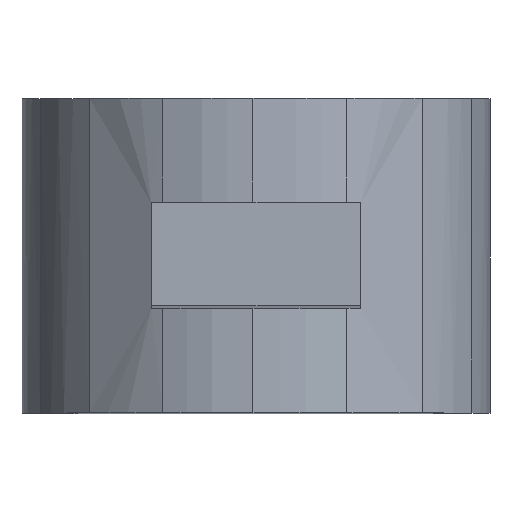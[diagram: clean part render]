
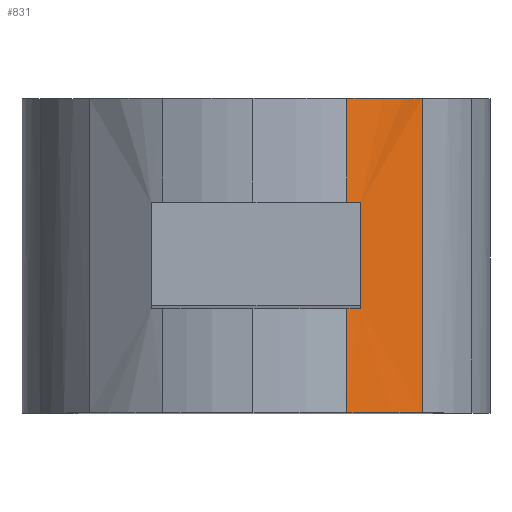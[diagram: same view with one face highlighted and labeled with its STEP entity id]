
A CAD part, top view. The second image highlights one B-rep face of the part: STEP entity #831.
In plain terms, the highlighted free-form (B-spline) face has degree [3, 1] with [5, 2] control points.
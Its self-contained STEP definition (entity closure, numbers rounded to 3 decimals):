
#24=B_SPLINE_SURFACE_WITH_KNOTS('',3,1,((#1111,#1112),(#1113,#1114),(#1115,
#1116),(#1117,#1118),(#1119,#1120)),.UNSPECIFIED.,.F.,.F.,.F.,(4,1,4),(2,
2),(-0.174,-0.086,0.),(-0.3,0.3),.UNSPECIFIED.);
#63=FACE_OUTER_BOUND('',#111,.T.);
#111=EDGE_LOOP('',(#586,#587,#588,#589,#590,#591,#592,#593));
#165=LINE('',#1122,#220);
#166=LINE('',#1130,#221);
#167=LINE('',#1137,#222);
#220=VECTOR('',#929,10.);
#221=VECTOR('',#930,10.);
#222=VECTOR('',#931,10.);
#264=B_SPLINE_CURVE_WITH_KNOTS('',3,(#1008,#1009,#1010,#1011),
 .UNSPECIFIED.,.F.,.F.,(4,4),(-0.087,-0.057),
 .UNSPECIFIED.);
#267=B_SPLINE_CURVE_WITH_KNOTS('',3,(#1029,#1030,#1031,#1032),
 .UNSPECIFIED.,.F.,.F.,(4,4),(-0.25,-0.05),.UNSPECIFIED.);
#271=B_SPLINE_CURVE_WITH_KNOTS('',3,(#1059,#1060,#1061,#1062),
 .UNSPECIFIED.,.F.,.F.,(4,4),(-0.03,0.),.UNSPECIFIED.);
#275=B_SPLINE_CURVE_WITH_KNOTS('',3,(#1124,#1125,#1126,#1127,#1128),
 .UNSPECIFIED.,.F.,.F.,(4,1,4),(0.,0.086,0.174),
 .UNSPECIFIED.);
#276=B_SPLINE_CURVE_WITH_KNOTS('',3,(#1132,#1133,#1134,#1135,#1136),
 .UNSPECIFIED.,.F.,.F.,(4,1,4),(-0.174,-0.086,
0.),.UNSPECIFIED.);
#341=VERTEX_POINT('',#1005);
#342=VERTEX_POINT('',#1007);
#344=VERTEX_POINT('',#1028);
#349=VERTEX_POINT('',#1051);
#355=VERTEX_POINT('',#1121);
#356=VERTEX_POINT('',#1123);
#357=VERTEX_POINT('',#1129);
#358=VERTEX_POINT('',#1131);
#427=EDGE_CURVE('',#342,#341,#264,.T.);
#430=EDGE_CURVE('',#341,#344,#267,.T.);
#436=EDGE_CURVE('',#344,#349,#271,.T.);
#447=EDGE_CURVE('',#355,#349,#165,.T.);
#448=EDGE_CURVE('',#356,#355,#275,.T.);
#449=EDGE_CURVE('',#356,#357,#166,.T.);
#450=EDGE_CURVE('',#358,#357,#276,.T.);
#451=EDGE_CURVE('',#342,#358,#167,.T.);
#586=ORIENTED_EDGE('',*,*,#427,.T.);
#587=ORIENTED_EDGE('',*,*,#430,.T.);
#588=ORIENTED_EDGE('',*,*,#436,.T.);
#589=ORIENTED_EDGE('',*,*,#447,.F.);
#590=ORIENTED_EDGE('',*,*,#448,.F.);
#591=ORIENTED_EDGE('',*,*,#449,.T.);
#592=ORIENTED_EDGE('',*,*,#450,.F.);
#593=ORIENTED_EDGE('',*,*,#451,.F.);
#831=ADVANCED_FACE('',(#63),#24,.T.);
#929=DIRECTION('',(0.,1.,0.));
#930=DIRECTION('',(0.,1.,0.));
#931=DIRECTION('',(0.,1.,0.));
#1005=CARTESIAN_POINT('',(15.125,1.,30.042));
#1007=CARTESIAN_POINT('',(14.858,1.,30.172));
#1008=CARTESIAN_POINT('Ctrl Pts',(14.858,1.,30.172));
#1009=CARTESIAN_POINT('Ctrl Pts',(14.947,1.,30.129));
#1010=CARTESIAN_POINT('Ctrl Pts',(15.037,1.,30.086));
#1011=CARTESIAN_POINT('Ctrl Pts',(15.125,1.,30.042));
#1028=CARTESIAN_POINT('',(15.125,-1.,30.042));
#1029=CARTESIAN_POINT('Ctrl Pts',(15.125,1.,30.042));
#1030=CARTESIAN_POINT('Ctrl Pts',(15.125,0.333,30.042));
#1031=CARTESIAN_POINT('Ctrl Pts',(15.125,-0.333,30.042));
#1032=CARTESIAN_POINT('Ctrl Pts',(15.125,-1.,30.042));
#1051=CARTESIAN_POINT('',(14.858,-1.,30.172));
#1059=CARTESIAN_POINT('Ctrl Pts',(15.125,-1.,30.042));
#1060=CARTESIAN_POINT('Ctrl Pts',(15.037,-1.,30.086));
#1061=CARTESIAN_POINT('Ctrl Pts',(14.947,-1.,30.129));
#1062=CARTESIAN_POINT('Ctrl Pts',(14.858,-1.,30.172));
#1111=CARTESIAN_POINT('Ctrl Pts',(14.858,-3.,30.172));
#1112=CARTESIAN_POINT('Ctrl Pts',(14.858,3.,30.172));
#1113=CARTESIAN_POINT('Ctrl Pts',(15.123,-3.,30.044));
#1114=CARTESIAN_POINT('Ctrl Pts',(15.123,3.,30.044));
#1115=CARTESIAN_POINT('Ctrl Pts',(15.647,-3.,29.791));
#1116=CARTESIAN_POINT('Ctrl Pts',(15.647,3.,29.791));
#1117=CARTESIAN_POINT('Ctrl Pts',(16.079,-3.,29.401));
#1118=CARTESIAN_POINT('Ctrl Pts',(16.079,3.,29.401));
#1119=CARTESIAN_POINT('Ctrl Pts',(16.293,-3.,29.208));
#1120=CARTESIAN_POINT('Ctrl Pts',(16.293,3.,29.208));
#1121=CARTESIAN_POINT('',(14.858,-3.,30.172));
#1122=CARTESIAN_POINT('',(14.858,0.,30.172));
#1123=CARTESIAN_POINT('',(16.293,-3.,29.208));
#1124=CARTESIAN_POINT('Ctrl Pts',(16.293,-3.,29.208));
#1125=CARTESIAN_POINT('Ctrl Pts',(16.079,-3.,29.401));
#1126=CARTESIAN_POINT('Ctrl Pts',(15.647,-3.,29.791));
#1127=CARTESIAN_POINT('Ctrl Pts',(15.123,-3.,30.044));
#1128=CARTESIAN_POINT('Ctrl Pts',(14.858,-3.,30.172));
#1129=CARTESIAN_POINT('',(16.293,3.,29.208));
#1130=CARTESIAN_POINT('',(16.293,0.,29.208));
#1131=CARTESIAN_POINT('',(14.858,3.,30.172));
#1132=CARTESIAN_POINT('Ctrl Pts',(14.858,3.,30.172));
#1133=CARTESIAN_POINT('Ctrl Pts',(15.123,3.,30.044));
#1134=CARTESIAN_POINT('Ctrl Pts',(15.647,3.,29.791));
#1135=CARTESIAN_POINT('Ctrl Pts',(16.079,3.,29.401));
#1136=CARTESIAN_POINT('Ctrl Pts',(16.293,3.,29.208));
#1137=CARTESIAN_POINT('',(14.858,0.,30.172));
